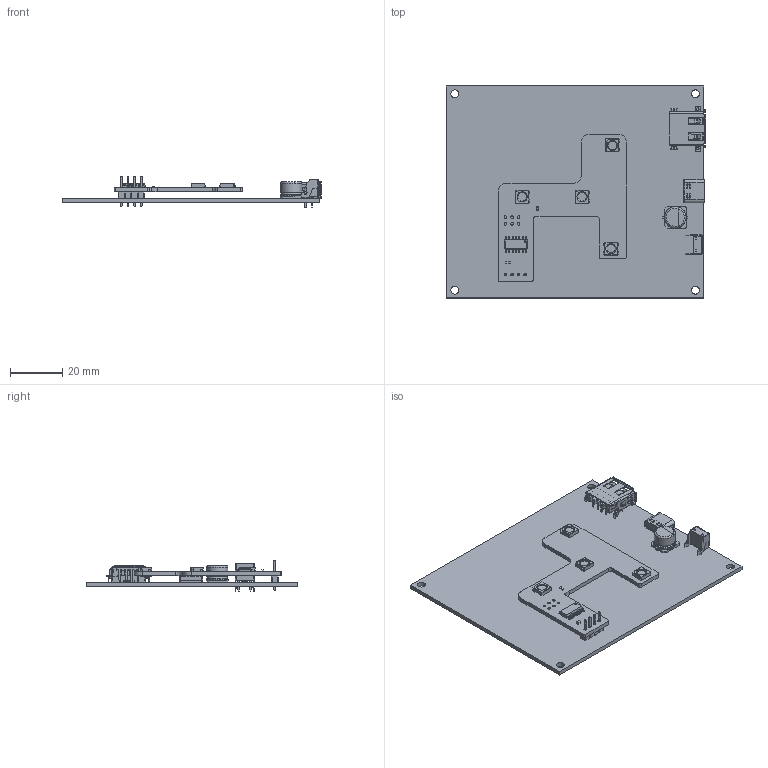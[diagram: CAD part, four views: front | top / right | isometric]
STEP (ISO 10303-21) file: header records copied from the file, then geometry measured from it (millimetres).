
FILE_DESCRIPTION(/* description */ (''),/* implementation_level */ '2;1');
FILE_NAME(/* name */ 'mk7 pcb v12.step',/* time_stamp */ '2024-08-29T08:59:30-04:00',/* author */ (''),/* organization */ (''),/* preprocessor_version */ 'ST-DEVELOPER v20',/* originating_system */ 'Autodesk Translation Framework v13.14.0.145',/* authorisation */ '');
FILE_SCHEMA (('AUTOMOTIVE_DESIGN { 1 0 10303 214 3 1 1 }'));
Length unit declared in the file: millimetre
Products named in the file (20): mk7 pcb; MK7 PCB_1; PinHeader_1x04_P2.54mm_Vertical; CP_Elec_8x6.5; SW_Tactile_SPST_Angled_PTS645Vx31-2LFS; 1054500101; 482580002; mk7-led-old; LED_WS2812B_PLCC4_5.0x5.0mm_P3.2mm; LED_WS2812B_PLCC4_5.0x5.0mm_P3.2mm_1; C_0603_1608Metric; SOLID (1); LED_WS2812B_PLCC4_5.0x5.0mm_P3.2mm_2; LED_WS2812B_PLCC4_5.0x5.0mm_P3.2mm_3; SOLID; R_0603_1608Metric; SOLID (2); SOIC-14_3.9x8.7mm_P1.27mm; SOLID (3); COMPOUND
Assembly tree (22 placements, depth 4):
  mk7 pcb
    MK7 PCB_1
      PinHeader_1x04_P2.54mm_Vertical
      CP_Elec_8x6.5
      SW_Tactile_SPST_Angled_PTS645Vx31-2LFS
      1054500101
      482580002
    mk7-led-old
      LED_WS2812B_PLCC4_5.0x5.0mm_P3.2mm
        SOLID
      LED_WS2812B_PLCC4_5.0x5.0mm_P3.2mm_1
        SOLID
      C_0603_1608Metric
        SOLID (1)
      LED_WS2812B_PLCC4_5.0x5.0mm_P3.2mm_2
        SOLID
      LED_WS2812B_PLCC4_5.0x5.0mm_P3.2mm_3
        SOLID
      R_0603_1608Metric
        SOLID (2)
      SOIC-14_3.9x8.7mm_P1.27mm
        SOLID (3)
      COMPOUND
Bounding box: 99.68 x 81.5 x 12.03 mm (x, y, z)
Volume: 16525.6 mm3; surface area: 23514.5 mm2
Topology: 14 solids, 14 shells, 1857 faces, 5189 edges, 3360 vertices
Faces by surface type: plane 1316, cylinder 508, bspline 10, torus 9, sphere 8, cone 6
Full cylindrical faces by diameter (mm): 0.6 x1, 0.8 x4, 1 x16, 1.2 x2, 3 x4, 3.14 x1, 3.333 x4, 3.5 x1, 8 x2
Entity records: 54274 total; most frequent: CARTESIAN_POINT 9695, ORIENTED_EDGE 9212, DIRECTION 8897, EDGE_CURVE 4606, LINE 3653, VECTOR 3653, VERTEX_POINT 2988, AXIS2_PLACEMENT_3D 2622
